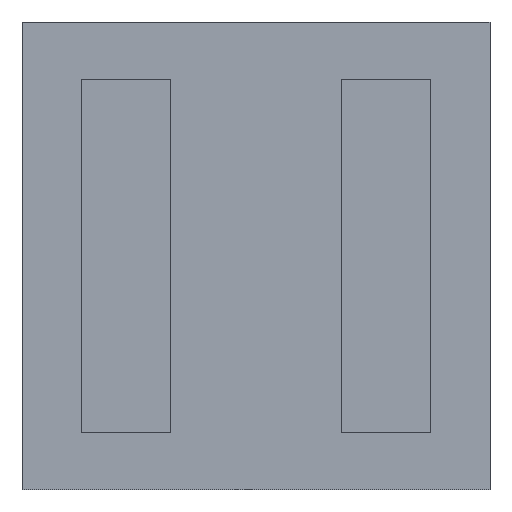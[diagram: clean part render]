
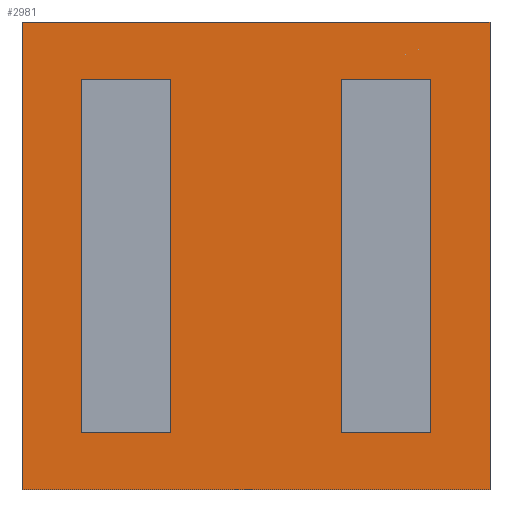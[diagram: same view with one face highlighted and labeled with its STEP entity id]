
A CAD part, front view. The second image highlights one B-rep face of the part: STEP entity #2981.
In plain terms, the highlighted planar face has unit normal (0, -1, 0).
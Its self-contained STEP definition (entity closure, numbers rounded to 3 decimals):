
#62 = VECTOR ( 'NONE', #2497, 1000. ) ;
#71 = EDGE_CURVE ( 'NONE', #1887, #2824, #1586, .T. ) ;
#80 = ORIENTED_EDGE ( 'NONE', *, *, #1187, .T. ) ;
#102 = CARTESIAN_POINT ( 'NONE',  ( -2.15, 0., 2.15 ) ) ;
#124 = CARTESIAN_POINT ( 'NONE',  ( -1.605, 0., 1.625 ) ) ;
#233 = VECTOR ( 'NONE', #314, 1000. ) ;
#237 = ORIENTED_EDGE ( 'NONE', *, *, #1004, .F. ) ;
#298 = CARTESIAN_POINT ( 'NONE',  ( 0., 0., -1.625 ) ) ;
#314 = DIRECTION ( 'NONE',  ( -1., 0., 0. ) ) ;
#352 = DIRECTION ( 'NONE',  ( 0., 0., -1. ) ) ;
#395 = DIRECTION ( 'NONE',  ( -1., 0., 0. ) ) ;
#423 = CARTESIAN_POINT ( 'NONE',  ( -1.605, 0., -1.625 ) ) ;
#439 = LINE ( 'NONE', #3241, #2628 ) ;
#464 = EDGE_CURVE ( 'NONE', #3027, #1887, #1633, .T. ) ;
#506 = ORIENTED_EDGE ( 'NONE', *, *, #3379, .F. ) ;
#529 = EDGE_CURVE ( 'NONE', #2581, #1370, #2091, .T. ) ;
#575 = VERTEX_POINT ( 'NONE', #102 ) ;
#662 = ORIENTED_EDGE ( 'NONE', *, *, #464, .F. ) ;
#733 = DIRECTION ( 'NONE',  ( 0., 1., 0. ) ) ;
#744 = DIRECTION ( 'NONE',  ( 0., 0., 1. ) ) ;
#796 = VERTEX_POINT ( 'NONE', #3320 ) ;
#800 = CARTESIAN_POINT ( 'NONE',  ( 1.605, 0., 0. ) ) ;
#893 = VERTEX_POINT ( 'NONE', #2243 ) ;
#916 = VECTOR ( 'NONE', #3334, 1000. ) ;
#929 = VERTEX_POINT ( 'NONE', #2276 ) ;
#935 = DIRECTION ( 'NONE',  ( 1., 0., 0. ) ) ;
#945 = ORIENTED_EDGE ( 'NONE', *, *, #3140, .F. ) ;
#951 = LINE ( 'NONE', #1125, #233 ) ;
#1004 = EDGE_CURVE ( 'NONE', #2824, #1932, #2041, .T. ) ;
#1020 = DIRECTION ( 'NONE',  ( -1., 0., 0. ) ) ;
#1125 = CARTESIAN_POINT ( 'NONE',  ( 0., 0., 1.625 ) ) ;
#1126 = VECTOR ( 'NONE', #3183, 1000. ) ;
#1149 = FACE_BOUND ( 'NONE', #1407, .T. ) ;
#1160 = VECTOR ( 'NONE', #1259, 1000. ) ;
#1164 = VECTOR ( 'NONE', #935, 1000. ) ;
#1187 = EDGE_CURVE ( 'NONE', #575, #929, #1668, .T. ) ;
#1190 = ORIENTED_EDGE ( 'NONE', *, *, #2792, .T. ) ;
#1196 = VECTOR ( 'NONE', #1833, 1000. ) ;
#1225 = EDGE_CURVE ( 'NONE', #929, #1694, #1576, .T. ) ;
#1259 = DIRECTION ( 'NONE',  ( 1., 0., 0. ) ) ;
#1318 = CARTESIAN_POINT ( 'NONE',  ( 2.15, 0., 2.15 ) ) ;
#1322 = CARTESIAN_POINT ( 'NONE',  ( -0.785, 0., 1.625 ) ) ;
#1370 = VERTEX_POINT ( 'NONE', #2082 ) ;
#1388 = ORIENTED_EDGE ( 'NONE', *, *, #1620, .T. ) ;
#1407 = EDGE_LOOP ( 'NONE', ( #2324, #506, #945, #1499 ) ) ;
#1423 = FACE_BOUND ( 'NONE', #3294, .T. ) ;
#1499 = ORIENTED_EDGE ( 'NONE', *, *, #3091, .F. ) ;
#1510 = LINE ( 'NONE', #800, #1196 ) ;
#1534 = DIRECTION ( 'NONE',  ( 0., 0., 1. ) ) ;
#1561 = FACE_OUTER_BOUND ( 'NONE', #1945, .T. ) ;
#1576 = LINE ( 'NONE', #3474, #1160 ) ;
#1586 = LINE ( 'NONE', #298, #62 ) ;
#1609 = CARTESIAN_POINT ( 'NONE',  ( -2.15, 0., -2.15 ) ) ;
#1620 = EDGE_CURVE ( 'NONE', #1694, #2224, #2733, .T. ) ;
#1633 = LINE ( 'NONE', #3118, #3289 ) ;
#1668 = LINE ( 'NONE', #1609, #1126 ) ;
#1694 = VERTEX_POINT ( 'NONE', #2404 ) ;
#1712 = ORIENTED_EDGE ( 'NONE', *, *, #71, .F. ) ;
#1833 = DIRECTION ( 'NONE',  ( 0., 0., 1. ) ) ;
#1887 = VERTEX_POINT ( 'NONE', #423 ) ;
#1932 = VERTEX_POINT ( 'NONE', #1322 ) ;
#1945 = EDGE_LOOP ( 'NONE', ( #1190, #80, #3014, #1388 ) ) ;
#1987 = PLANE ( 'NONE',  #2613 ) ;
#2041 = LINE ( 'NONE', #3126, #2516 ) ;
#2078 = CARTESIAN_POINT ( 'NONE',  ( 0., 0., 0. ) ) ;
#2082 = CARTESIAN_POINT ( 'NONE',  ( 1.605, 0., -1.625 ) ) ;
#2091 = LINE ( 'NONE', #2270, #1164 ) ;
#2224 = VERTEX_POINT ( 'NONE', #1318 ) ;
#2243 = CARTESIAN_POINT ( 'NONE',  ( 0.785, 0., 1.625 ) ) ;
#2270 = CARTESIAN_POINT ( 'NONE',  ( 0., 0., -1.625 ) ) ;
#2271 = VECTOR ( 'NONE', #395, 1000. ) ;
#2276 = CARTESIAN_POINT ( 'NONE',  ( -2.15, 0., -2.15 ) ) ;
#2324 = ORIENTED_EDGE ( 'NONE', *, *, #529, .F. ) ;
#2386 = EDGE_CURVE ( 'NONE', #1932, #3027, #951, .T. ) ;
#2404 = CARTESIAN_POINT ( 'NONE',  ( 2.15, 0., -2.15 ) ) ;
#2421 = CARTESIAN_POINT ( 'NONE',  ( 0., 0., 1.625 ) ) ;
#2439 = DIRECTION ( 'NONE',  ( 0., 0., -1. ) ) ;
#2497 = DIRECTION ( 'NONE',  ( 1., 0., 0. ) ) ;
#2501 = CARTESIAN_POINT ( 'NONE',  ( 2.15, 0., -2.15 ) ) ;
#2516 = VECTOR ( 'NONE', #744, 1000. ) ;
#2536 = LINE ( 'NONE', #3417, #2271 ) ;
#2581 = VERTEX_POINT ( 'NONE', #3448 ) ;
#2613 = AXIS2_PLACEMENT_3D ( 'NONE', #2078, #733, #1534 ) ;
#2628 = VECTOR ( 'NONE', #2439, 1000. ) ;
#2733 = LINE ( 'NONE', #2501, #916 ) ;
#2792 = EDGE_CURVE ( 'NONE', #2224, #575, #2536, .T. ) ;
#2795 = VECTOR ( 'NONE', #1020, 1000. ) ;
#2824 = VERTEX_POINT ( 'NONE', #3122 ) ;
#2981 = ADVANCED_FACE ( 'NONE', ( #1423, #1561, #1149 ), #1987, .F. ) ;
#3014 = ORIENTED_EDGE ( 'NONE', *, *, #1225, .T. ) ;
#3027 = VERTEX_POINT ( 'NONE', #124 ) ;
#3091 = EDGE_CURVE ( 'NONE', #1370, #796, #1510, .T. ) ;
#3118 = CARTESIAN_POINT ( 'NONE',  ( -1.605, 0., 0. ) ) ;
#3122 = CARTESIAN_POINT ( 'NONE',  ( -0.785, 0., -1.625 ) ) ;
#3126 = CARTESIAN_POINT ( 'NONE',  ( -0.785, 0., 0. ) ) ;
#3138 = LINE ( 'NONE', #2421, #2795 ) ;
#3140 = EDGE_CURVE ( 'NONE', #796, #893, #3138, .T. ) ;
#3183 = DIRECTION ( 'NONE',  ( 0., 0., -1. ) ) ;
#3241 = CARTESIAN_POINT ( 'NONE',  ( 0.785, 0., 0. ) ) ;
#3289 = VECTOR ( 'NONE', #352, 1000. ) ;
#3294 = EDGE_LOOP ( 'NONE', ( #237, #1712, #662, #3333 ) ) ;
#3320 = CARTESIAN_POINT ( 'NONE',  ( 1.605, 0., 1.625 ) ) ;
#3333 = ORIENTED_EDGE ( 'NONE', *, *, #2386, .F. ) ;
#3334 = DIRECTION ( 'NONE',  ( 0., 0., 1. ) ) ;
#3379 = EDGE_CURVE ( 'NONE', #893, #2581, #439, .T. ) ;
#3417 = CARTESIAN_POINT ( 'NONE',  ( -2.15, 0., 2.15 ) ) ;
#3448 = CARTESIAN_POINT ( 'NONE',  ( 0.785, 0., -1.625 ) ) ;
#3474 = CARTESIAN_POINT ( 'NONE',  ( -2.15, 0., -2.15 ) ) ;
